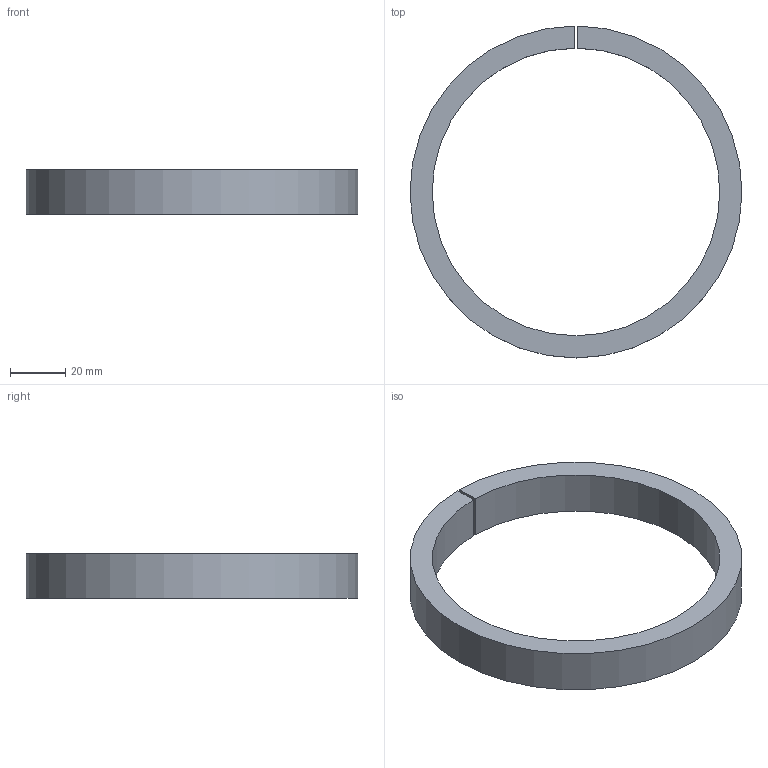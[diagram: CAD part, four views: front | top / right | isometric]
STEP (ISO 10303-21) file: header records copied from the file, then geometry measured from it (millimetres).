
FILE_DESCRIPTION (( 'STEP AP203' ), '1' );
FILE_NAME ('5638-120.step', '2020-05-14T11:26:14', ( '' ), ( '' ), 'SwSTEP 2.0', 'SolidWorks 2015', '' );
FILE_SCHEMA (( 'CONFIG_CONTROL_DESIGN' ));
Length unit declared in the file: millimetre
Products named in the file (1): 5638-120
Bounding box: 120 x 120 x 16 mm (x, y, z)
Volume: 44909.7 mm3; surface area: 17102.6 mm2
Topology: 1 solids, 1 shells, 222 faces, 591 edges, 394 vertices
Faces by surface type: bspline 111, plane 109, cylinder 2
Entity records: 12810 total; most frequent: CARTESIAN_POINT 7959, ORIENTED_EDGE 1182, DIRECTION 597, EDGE_CURVE 591, VERTEX_POINT 394, VECTOR 365, LINE 365, EDGE_LOOP 245
